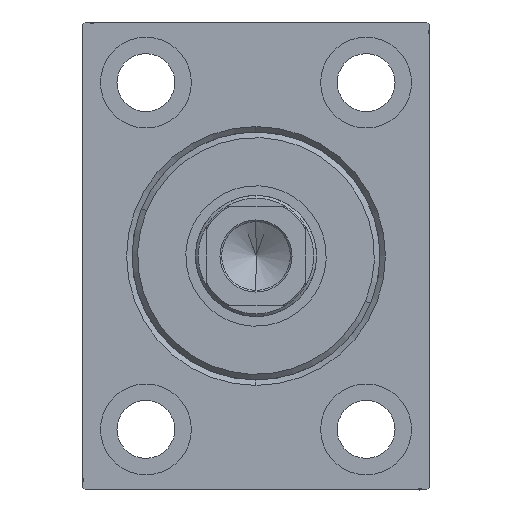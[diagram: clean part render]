
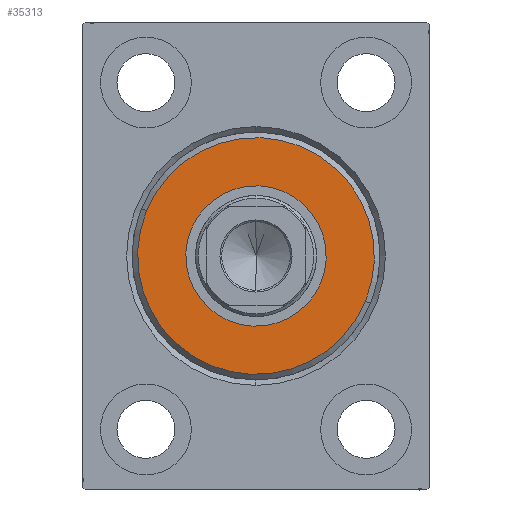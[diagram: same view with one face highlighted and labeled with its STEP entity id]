
A CAD part, left-side view. The second image highlights one B-rep face of the part: STEP entity #35313.
In plain terms, the highlighted face is planar.
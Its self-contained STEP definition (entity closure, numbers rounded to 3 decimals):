
#177 = AXIS2_PLACEMENT_3D ( 'NONE', #26464, #16455, #33806 ) ;
#1461 = CIRCLE ( 'NONE', #39100, 21.5 ) ;
#1527 = CARTESIAN_POINT ( 'NONE',  ( 3., 0., 0. ) ) ;
#1813 = VERTEX_POINT ( 'NONE', #28686 ) ;
#2530 = ORIENTED_EDGE ( 'NONE', *, *, #25010, .T. ) ;
#2669 = EDGE_CURVE ( 'NONE', #30489, #4861, #19617, .T. ) ;
#2879 = PLANE ( 'NONE',  #177 ) ;
#4861 = VERTEX_POINT ( 'NONE', #35353 ) ;
#6446 = CARTESIAN_POINT ( 'NONE',  ( 3., 0., 0. ) ) ;
#8205 = AXIS2_PLACEMENT_3D ( 'NONE', #6446, #19588, #23147 ) ;
#8588 = ORIENTED_EDGE ( 'NONE', *, *, #39969, .T. ) ;
#9328 = FACE_BOUND ( 'NONE', #34523, .T. ) ;
#11059 = AXIS2_PLACEMENT_3D ( 'NONE', #12263, #25613, #19380 ) ;
#11680 = AXIS2_PLACEMENT_3D ( 'NONE', #1527, #25334, #28449 ) ;
#12263 = CARTESIAN_POINT ( 'NONE',  ( 3., 0., 0. ) ) ;
#12444 = CARTESIAN_POINT ( 'NONE',  ( 3., 0., 12.75 ) ) ;
#12791 = DIRECTION ( 'NONE',  ( 1., 0., 0. ) ) ;
#14500 = ORIENTED_EDGE ( 'NONE', *, *, #2669, .T. ) ;
#16133 = DIRECTION ( 'NONE',  ( 0., 0., -1. ) ) ;
#16455 = DIRECTION ( 'NONE',  ( 1., 0., 0. ) ) ;
#17010 = CARTESIAN_POINT ( 'NONE',  ( 3., 0., 0. ) ) ;
#19380 = DIRECTION ( 'NONE',  ( 0., 0., -1. ) ) ;
#19574 = FACE_OUTER_BOUND ( 'NONE', #21562, .T. ) ;
#19588 = DIRECTION ( 'NONE',  ( -1., 0., 0. ) ) ;
#19617 = CIRCLE ( 'NONE', #11059, 21.5 ) ;
#21562 = EDGE_LOOP ( 'NONE', ( #2530, #14500 ) ) ;
#23147 = DIRECTION ( 'NONE',  ( 0., 0., -1. ) ) ;
#25010 = EDGE_CURVE ( 'NONE', #4861, #30489, #1461, .T. ) ;
#25334 = DIRECTION ( 'NONE',  ( -1., 0., 0. ) ) ;
#25613 = DIRECTION ( 'NONE',  ( 1., 0., 0. ) ) ;
#26464 = CARTESIAN_POINT ( 'NONE',  ( 3., 0., 0. ) ) ;
#28089 = CIRCLE ( 'NONE', #8205, 12.75 ) ;
#28449 = DIRECTION ( 'NONE',  ( 0., 0., -1. ) ) ;
#28686 = CARTESIAN_POINT ( 'NONE',  ( 3., 0., -12.75 ) ) ;
#28697 = CARTESIAN_POINT ( 'NONE',  ( 3., 0., -21.5 ) ) ;
#30489 = VERTEX_POINT ( 'NONE', #28697 ) ;
#31016 = ORIENTED_EDGE ( 'NONE', *, *, #43950, .T. ) ;
#33695 = CIRCLE ( 'NONE', #11680, 12.75 ) ;
#33806 = DIRECTION ( 'NONE',  ( 0., 0., -1. ) ) ;
#34523 = EDGE_LOOP ( 'NONE', ( #8588, #31016 ) ) ;
#35313 = ADVANCED_FACE ( 'NONE', ( #19574, #9328 ), #2879, .T. ) ;
#35353 = CARTESIAN_POINT ( 'NONE',  ( 3., 0., 21.5 ) ) ;
#39100 = AXIS2_PLACEMENT_3D ( 'NONE', #17010, #12791, #16133 ) ;
#39969 = EDGE_CURVE ( 'NONE', #42185, #1813, #33695, .T. ) ;
#42185 = VERTEX_POINT ( 'NONE', #12444 ) ;
#43950 = EDGE_CURVE ( 'NONE', #1813, #42185, #28089, .T. ) ;
